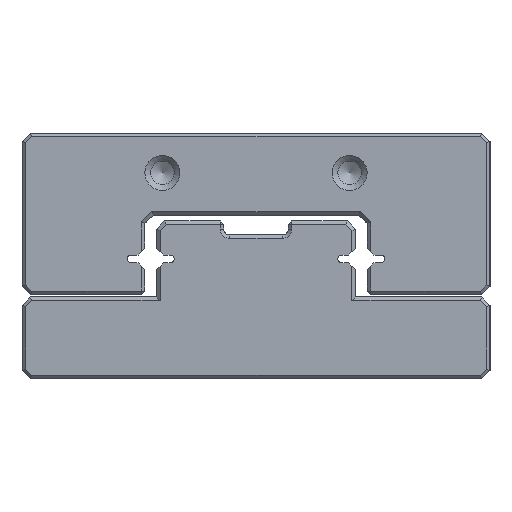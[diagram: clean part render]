
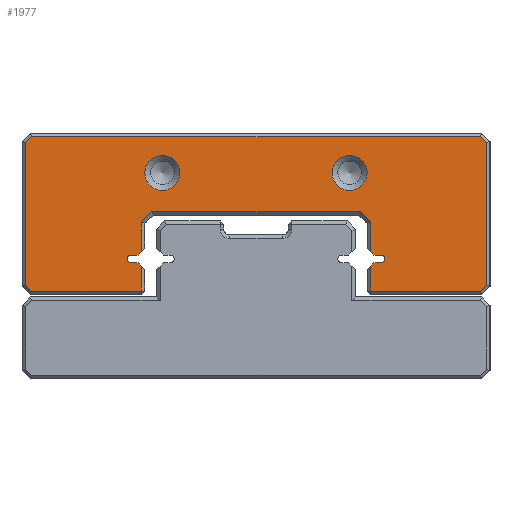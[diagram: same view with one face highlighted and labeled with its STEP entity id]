
A CAD part, left-side view. The second image highlights one B-rep face of the part: STEP entity #1977.
In plain terms, the highlighted planar face has unit normal (-1, 0, 0).
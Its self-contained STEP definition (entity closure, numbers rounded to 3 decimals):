
#945=FACE_BOUND('',#4140,.T.);
#946=FACE_BOUND('',#4141,.T.);
#947=FACE_BOUND('',#4142,.T.);
#1484=CIRCLE('',#14047,0.333);
#1503=CIRCLE('',#14074,0.333);
#1507=CIRCLE('',#14084,1.5);
#1508=CIRCLE('',#14085,1.5);
#1977=ADVANCED_FACE('',(#945,#946,#947),#2723,.T.);
#2723=PLANE('',#14086);
#4140=EDGE_LOOP('',(#6312,#6313,#6314,#6315,#6316,#6317,#6318,#6319,#6320,
#6321,#6322,#6323,#6324,#6325,#6326,#6327,#6328,#6329,#6330,#6331,#6332,
#6333,#6334,#6335,#6336,#6337));
#4141=EDGE_LOOP('',(#6338));
#4142=EDGE_LOOP('',(#6339));
#6312=ORIENTED_EDGE('',*,*,#10282,.F.);
#6313=ORIENTED_EDGE('',*,*,#10323,.T.);
#6314=ORIENTED_EDGE('',*,*,#10324,.T.);
#6315=ORIENTED_EDGE('',*,*,#10325,.T.);
#6316=ORIENTED_EDGE('',*,*,#10326,.T.);
#6317=ORIENTED_EDGE('',*,*,#10327,.T.);
#6318=ORIENTED_EDGE('',*,*,#10235,.F.);
#6319=ORIENTED_EDGE('',*,*,#10229,.F.);
#6320=ORIENTED_EDGE('',*,*,#10226,.F.);
#6321=ORIENTED_EDGE('',*,*,#10223,.F.);
#6322=ORIENTED_EDGE('',*,*,#10221,.F.);
#6323=ORIENTED_EDGE('',*,*,#10328,.T.);
#6324=ORIENTED_EDGE('',*,*,#10329,.T.);
#6325=ORIENTED_EDGE('',*,*,#10330,.T.);
#6326=ORIENTED_EDGE('',*,*,#10331,.T.);
#6327=ORIENTED_EDGE('',*,*,#10332,.T.);
#6328=ORIENTED_EDGE('',*,*,#10333,.T.);
#6329=ORIENTED_EDGE('',*,*,#10334,.T.);
#6330=ORIENTED_EDGE('',*,*,#10335,.T.);
#6331=ORIENTED_EDGE('',*,*,#10336,.T.);
#6332=ORIENTED_EDGE('',*,*,#10337,.T.);
#6333=ORIENTED_EDGE('',*,*,#10338,.T.);
#6334=ORIENTED_EDGE('',*,*,#10296,.F.);
#6335=ORIENTED_EDGE('',*,*,#10290,.F.);
#6336=ORIENTED_EDGE('',*,*,#10287,.F.);
#6337=ORIENTED_EDGE('',*,*,#10284,.F.);
#6338=ORIENTED_EDGE('',*,*,#10339,.T.);
#6339=ORIENTED_EDGE('',*,*,#10340,.T.);
#8823=VERTEX_POINT('',#20289);
#8824=VERTEX_POINT('',#20291);
#8825=VERTEX_POINT('',#20295);
#8827=VERTEX_POINT('',#20301);
#8829=VERTEX_POINT('',#20307);
#8834=VERTEX_POINT('',#20319);
#8878=VERTEX_POINT('',#20413);
#8879=VERTEX_POINT('',#20415);
#8880=VERTEX_POINT('',#20419);
#8882=VERTEX_POINT('',#20425);
#8884=VERTEX_POINT('',#20431);
#8889=VERTEX_POINT('',#20443);
#8912=VERTEX_POINT('',#20497);
#8913=VERTEX_POINT('',#20499);
#8914=VERTEX_POINT('',#20501);
#8915=VERTEX_POINT('',#20503);
#8916=VERTEX_POINT('',#20506);
#8917=VERTEX_POINT('',#20508);
#8918=VERTEX_POINT('',#20510);
#8919=VERTEX_POINT('',#20512);
#8920=VERTEX_POINT('',#20514);
#8921=VERTEX_POINT('',#20516);
#8922=VERTEX_POINT('',#20518);
#8923=VERTEX_POINT('',#20520);
#8924=VERTEX_POINT('',#20522);
#8925=VERTEX_POINT('',#20524);
#8926=VERTEX_POINT('',#20527);
#8927=VERTEX_POINT('',#20529);
#10221=EDGE_CURVE('',#8823,#8824,#11673,.T.);
#10223=EDGE_CURVE('',#8824,#8825,#11675,.T.);
#10226=EDGE_CURVE('',#8825,#8827,#1484,.T.);
#10229=EDGE_CURVE('',#8827,#8829,#11679,.T.);
#10235=EDGE_CURVE('',#8829,#8834,#11685,.T.);
#10282=EDGE_CURVE('',#8878,#8879,#11715,.T.);
#10284=EDGE_CURVE('',#8879,#8880,#11717,.T.);
#10287=EDGE_CURVE('',#8880,#8882,#1503,.T.);
#10290=EDGE_CURVE('',#8882,#8884,#11721,.T.);
#10296=EDGE_CURVE('',#8884,#8889,#11727,.T.);
#10323=EDGE_CURVE('',#8878,#8912,#11752,.T.);
#10324=EDGE_CURVE('',#8912,#8913,#11753,.T.);
#10325=EDGE_CURVE('',#8913,#8914,#11754,.T.);
#10326=EDGE_CURVE('',#8914,#8915,#11755,.T.);
#10327=EDGE_CURVE('',#8915,#8834,#11756,.T.);
#10328=EDGE_CURVE('',#8823,#8916,#11757,.T.);
#10329=EDGE_CURVE('',#8916,#8917,#11758,.T.);
#10330=EDGE_CURVE('',#8917,#8918,#11759,.T.);
#10331=EDGE_CURVE('',#8918,#8919,#11760,.T.);
#10332=EDGE_CURVE('',#8919,#8920,#11761,.T.);
#10333=EDGE_CURVE('',#8920,#8921,#11762,.T.);
#10334=EDGE_CURVE('',#8921,#8922,#11763,.T.);
#10335=EDGE_CURVE('',#8922,#8923,#11764,.T.);
#10336=EDGE_CURVE('',#8923,#8924,#11765,.T.);
#10337=EDGE_CURVE('',#8924,#8925,#11766,.T.);
#10338=EDGE_CURVE('',#8925,#8889,#11767,.T.);
#10339=EDGE_CURVE('',#8926,#8926,#1507,.T.);
#10340=EDGE_CURVE('',#8927,#8927,#1508,.T.);
#11673=LINE('',#20290,#12843);
#11675=LINE('',#20294,#12845);
#11679=LINE('',#20306,#12849);
#11685=LINE('',#20318,#12855);
#11715=LINE('',#20414,#12885);
#11717=LINE('',#20418,#12887);
#11721=LINE('',#20430,#12891);
#11727=LINE('',#20442,#12897);
#11752=LINE('',#20496,#12922);
#11753=LINE('',#20498,#12923);
#11754=LINE('',#20500,#12924);
#11755=LINE('',#20502,#12925);
#11756=LINE('',#20504,#12926);
#11757=LINE('',#20505,#12927);
#11758=LINE('',#20507,#12928);
#11759=LINE('',#20509,#12929);
#11760=LINE('',#20511,#12930);
#11761=LINE('',#20513,#12931);
#11762=LINE('',#20515,#12932);
#11763=LINE('',#20517,#12933);
#11764=LINE('',#20519,#12934);
#11765=LINE('',#20521,#12935);
#11766=LINE('',#20523,#12936);
#11767=LINE('',#20525,#12937);
#12843=VECTOR('',#16207,1.);
#12845=VECTOR('',#16211,1.);
#12849=VECTOR('',#16223,1.);
#12855=VECTOR('',#16231,1.);
#12885=VECTOR('',#16303,1.);
#12887=VECTOR('',#16307,1.);
#12891=VECTOR('',#16319,1.);
#12897=VECTOR('',#16327,1.);
#12922=VECTOR('',#16364,1.);
#12923=VECTOR('',#16365,1.);
#12924=VECTOR('',#16366,1.);
#12925=VECTOR('',#16367,1.);
#12926=VECTOR('',#16368,1.);
#12927=VECTOR('',#16369,1.);
#12928=VECTOR('',#16370,1.);
#12929=VECTOR('',#16371,1.);
#12930=VECTOR('',#16372,1.);
#12931=VECTOR('',#16373,1.);
#12932=VECTOR('',#16374,1.);
#12933=VECTOR('',#16375,1.);
#12934=VECTOR('',#16376,1.);
#12935=VECTOR('',#16377,1.);
#12936=VECTOR('',#16378,1.);
#12937=VECTOR('',#16379,1.);
#14047=AXIS2_PLACEMENT_3D('',#20300,#16216,#16217);
#14074=AXIS2_PLACEMENT_3D('',#20424,#16312,#16313);
#14084=AXIS2_PLACEMENT_3D('',#20526,#16380,#16381);
#14085=AXIS2_PLACEMENT_3D('',#20528,#16382,#16383);
#14086=AXIS2_PLACEMENT_3D('',#20530,#16384,#16385);
#16207=DIRECTION('',(0.,-0.707,0.707));
#16211=DIRECTION('',(0.,-1.,0.));
#16216=DIRECTION('',(-1.,0.,0.));
#16217=DIRECTION('',(0.,0.,-1.));
#16223=DIRECTION('',(0.,1.,0.));
#16231=DIRECTION('',(0.,0.707,0.707));
#16303=DIRECTION('',(0.,0.707,-0.707));
#16307=DIRECTION('',(0.,1.,0.));
#16312=DIRECTION('',(-1.,0.,0.));
#16313=DIRECTION('',(0.,0.,1.));
#16319=DIRECTION('',(0.,-1.,0.));
#16327=DIRECTION('',(0.,-0.707,-0.707));
#16364=DIRECTION('',(0.,0.,1.));
#16365=DIRECTION('',(0.,-0.707,0.707));
#16366=DIRECTION('',(0.,-1.,0.));
#16367=DIRECTION('',(0.,-0.707,-0.707));
#16368=DIRECTION('',(0.,0.,-1.));
#16369=DIRECTION('',(0.,0.,-1.));
#16370=DIRECTION('',(0.,-1.,0.));
#16371=DIRECTION('',(0.,-0.707,0.707));
#16372=DIRECTION('',(0.,0.,1.));
#16373=DIRECTION('',(0.,0.707,0.707));
#16374=DIRECTION('',(0.,1.,0.));
#16375=DIRECTION('',(0.,0.707,-0.707));
#16376=DIRECTION('',(0.,0.,-1.));
#16377=DIRECTION('',(0.,-0.707,-0.707));
#16378=DIRECTION('',(0.,-1.,0.));
#16379=DIRECTION('',(0.,0.,1.));
#16380=DIRECTION('',(1.,0.,0.));
#16381=DIRECTION('',(0.,0.,-1.));
#16382=DIRECTION('',(1.,0.,0.));
#16383=DIRECTION('',(0.,0.,-1.));
#16384=DIRECTION('',(-1.,0.,0.));
#16385=DIRECTION('',(0.,0.,1.));
#20289=CARTESIAN_POINT('',(80.,10.2,9.636));
#20290=CARTESIAN_POINT('',(80.,10.5,9.336));
#20291=CARTESIAN_POINT('',(80.,9.919,9.917));
#20294=CARTESIAN_POINT('',(80.,9.919,9.917));
#20295=CARTESIAN_POINT('',(80.,9.333,9.917));
#20300=CARTESIAN_POINT('',(80.,9.333,10.25));
#20301=CARTESIAN_POINT('',(80.,9.333,10.583));
#20306=CARTESIAN_POINT('',(80.,9.333,10.583));
#20307=CARTESIAN_POINT('',(80.,9.919,10.583));
#20318=CARTESIAN_POINT('',(80.,9.919,10.583));
#20319=CARTESIAN_POINT('',(80.,10.2,10.864));
#20413=CARTESIAN_POINT('',(80.,29.8,10.864));
#20414=CARTESIAN_POINT('',(80.,29.5,11.164));
#20415=CARTESIAN_POINT('',(80.,30.081,10.583));
#20418=CARTESIAN_POINT('',(80.,30.081,10.583));
#20419=CARTESIAN_POINT('',(80.,30.667,10.583));
#20424=CARTESIAN_POINT('',(80.,30.667,10.25));
#20425=CARTESIAN_POINT('',(80.,30.667,9.917));
#20430=CARTESIAN_POINT('',(80.,30.667,9.917));
#20431=CARTESIAN_POINT('',(80.,30.081,9.917));
#20442=CARTESIAN_POINT('',(80.,30.081,9.917));
#20443=CARTESIAN_POINT('',(80.,29.8,9.636));
#20496=CARTESIAN_POINT('',(80.,29.8,13.3));
#20497=CARTESIAN_POINT('',(80.,29.8,13.424));
#20498=CARTESIAN_POINT('',(80.,29.012,14.212));
#20499=CARTESIAN_POINT('',(80.,28.924,14.3));
#20500=CARTESIAN_POINT('',(80.,11.2,14.3));
#20501=CARTESIAN_POINT('',(80.,11.076,14.3));
#20502=CARTESIAN_POINT('',(80.,10.288,13.512));
#20503=CARTESIAN_POINT('',(80.,10.2,13.424));
#20504=CARTESIAN_POINT('',(80.,10.2,11.164));
#20505=CARTESIAN_POINT('',(80.,10.2,7.2));
#20506=CARTESIAN_POINT('',(80.,10.2,7.5));
#20507=CARTESIAN_POINT('',(80.,0.7,7.5));
#20508=CARTESIAN_POINT('',(80.,0.824,7.5));
#20509=CARTESIAN_POINT('',(80.,3.704,4.62));
#20510=CARTESIAN_POINT('',(80.,0.3,8.024));
#20511=CARTESIAN_POINT('',(80.,0.3,20.3));
#20512=CARTESIAN_POINT('',(80.,0.3,20.176));
#20513=CARTESIAN_POINT('',(80.,-0.146,19.73));
#20514=CARTESIAN_POINT('',(80.,0.824,20.7));
#20515=CARTESIAN_POINT('',(80.,39.3,20.7));
#20516=CARTESIAN_POINT('',(80.,39.176,20.7));
#20517=CARTESIAN_POINT('',(80.,29.48,30.396));
#20518=CARTESIAN_POINT('',(80.,39.7,20.176));
#20519=CARTESIAN_POINT('',(80.,39.7,7.9));
#20520=CARTESIAN_POINT('',(80.,39.7,8.024));
#20521=CARTESIAN_POINT('',(80.,25.63,-6.046));
#20522=CARTESIAN_POINT('',(80.,39.176,7.5));
#20523=CARTESIAN_POINT('',(80.,29.5,7.5));
#20524=CARTESIAN_POINT('',(80.,29.8,7.5));
#20525=CARTESIAN_POINT('',(80.,29.8,9.336));
#20526=CARTESIAN_POINT('',(80.,12.,17.6));
#20527=CARTESIAN_POINT('',(80.,12.,16.1));
#20528=CARTESIAN_POINT('',(80.,28.,17.6));
#20529=CARTESIAN_POINT('',(80.,28.,16.1));
#20530=CARTESIAN_POINT('',(80.,9.333,10.25));
